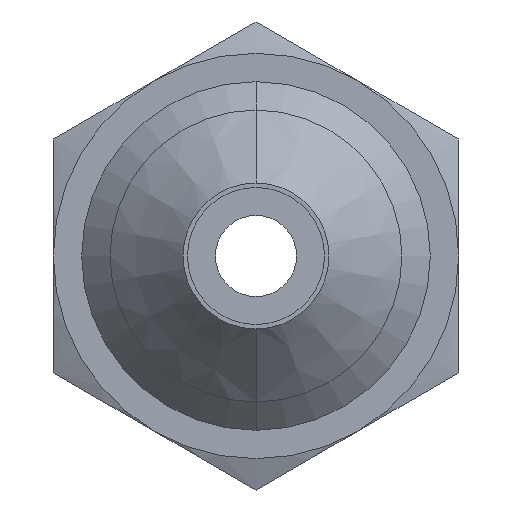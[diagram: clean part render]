
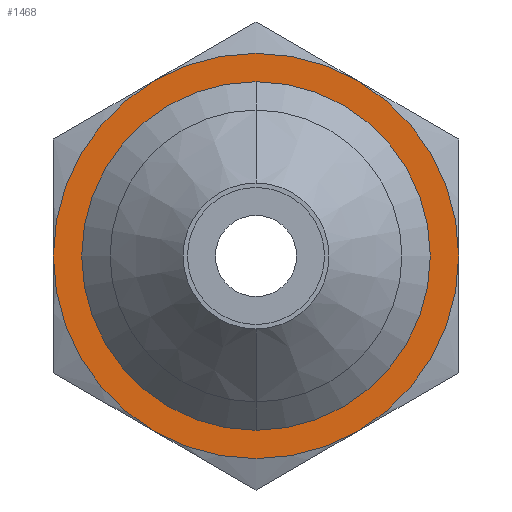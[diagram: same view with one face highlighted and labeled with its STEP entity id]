
A CAD part, front view. The second image highlights one B-rep face of the part: STEP entity #1468.
In plain terms, the highlighted planar face has unit normal (0, -1, 0).
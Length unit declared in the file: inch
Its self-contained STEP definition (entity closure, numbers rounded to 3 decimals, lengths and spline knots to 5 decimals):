
#416=CARTESIAN_POINT('',(0.,0.57,0.));
#417=DIRECTION('',(0.,-1.,0.));
#418=DIRECTION('',(0.5,0.,0.866));
#419=AXIS2_PLACEMENT_3D('',#416,#417,#418);
#424=CARTESIAN_POINT('',(0.,0.57,0.));
#425=DIRECTION('',(0.,-1.,0.));
#426=DIRECTION('',(0.,0.,1.));
#427=AXIS2_PLACEMENT_3D('',#424,#425,#426);
#432=CARTESIAN_POINT('',(0.,0.57,0.));
#433=DIRECTION('',(0.,1.,0.));
#434=DIRECTION('',(0.,0.,1.));
#435=AXIS2_PLACEMENT_3D('',#432,#433,#434);
#440=CARTESIAN_POINT('',(0.,0.57,0.));
#441=DIRECTION('',(0.,-1.,0.));
#442=DIRECTION('',(1.,0.,0.));
#443=AXIS2_PLACEMENT_3D('',#440,#441,#442);
#448=CARTESIAN_POINT('',(0.,0.57,0.));
#449=DIRECTION('',(0.,-1.,0.));
#450=DIRECTION('',(0.5,0.,-0.866));
#451=AXIS2_PLACEMENT_3D('',#448,#449,#450);
#456=CARTESIAN_POINT('',(0.,0.57,0.));
#457=DIRECTION('',(0.,-1.,0.));
#458=DIRECTION('',(-1.,0.,0.));
#459=AXIS2_PLACEMENT_3D('',#456,#457,#458);
#464=CARTESIAN_POINT('',(0.,0.57,0.));
#465=DIRECTION('',(0.,-1.,0.));
#466=DIRECTION('',(-0.5,0.,0.866));
#467=AXIS2_PLACEMENT_3D('',#464,#465,#466);
#652=CARTESIAN_POINT('',(0.,0.57,0.));
#653=DIRECTION('',(0.,-1.,0.));
#654=DIRECTION('',(-0.5,0.,-0.866));
#655=AXIS2_PLACEMENT_3D('',#652,#653,#654);
#1011=CARTESIAN_POINT('',(0.,0.57,0.18));
#1013=VERTEX_POINT('',#1011);
#1015=CARTESIAN_POINT('',(0.,0.57,-0.18));
#1017=VERTEX_POINT('',#1015);
#1030=CARTESIAN_POINT('',(-0.125,0.57,0.21651));
#1031=CARTESIAN_POINT('',(-0.25,0.57,0.));
#1032=VERTEX_POINT('',#1030);
#1033=VERTEX_POINT('',#1031);
#1034=CARTESIAN_POINT('',(-0.125,0.57,-0.21651));
#1035=VERTEX_POINT('',#1034);
#1036=CARTESIAN_POINT('',(0.125,0.57,-0.21651));
#1037=CARTESIAN_POINT('',(0.25,0.57,0.));
#1038=VERTEX_POINT('',#1036);
#1039=VERTEX_POINT('',#1037);
#1040=CARTESIAN_POINT('',(0.125,0.57,0.21651));
#1041=VERTEX_POINT('',#1040);
#1448=CARTESIAN_POINT('',(0.,0.57,0.));
#1449=DIRECTION('',(0.,1.,0.));
#1450=DIRECTION('',(0.,0.,1.));
#1451=AXIS2_PLACEMENT_3D('',#1448,#1449,#1450);
#1452=PLANE('',#1451);
#1453=ORIENTED_EDGE('',*,*,#1439,.F.);
#1454=ORIENTED_EDGE('',*,*,#1425,.F.);
#1455=ORIENTED_EDGE('',*,*,#1411,.F.);
#1457=ORIENTED_EDGE('',*,*,#1456,.F.);
#1458=ORIENTED_EDGE('',*,*,#1385,.F.);
#1459=ORIENTED_EDGE('',*,*,#1398,.F.);
#1460=EDGE_LOOP('',(#1453,#1454,#1455,#1457,#1458,#1459));
#1461=FACE_OUTER_BOUND('',#1460,.F.);
#1463=ORIENTED_EDGE('',*,*,#1462,.T.);
#1465=ORIENTED_EDGE('',*,*,#1464,.F.);
#1466=EDGE_LOOP('',(#1463,#1465));
#1467=FACE_BOUND('',#1466,.F.);
#1468=ADVANCED_FACE('',(#1461,#1467),#1452,.F.);
#420=CIRCLE('',#419,0.25);
#428=CIRCLE('',#427,0.18);
#436=CIRCLE('',#435,0.18);
#444=CIRCLE('',#443,0.25);
#452=CIRCLE('',#451,0.25);
#460=CIRCLE('',#459,0.25);
#468=CIRCLE('',#467,0.25);
#656=CIRCLE('',#655,0.25);
#1385=EDGE_CURVE('',#1033,#1035,#460,.T.);
#1398=EDGE_CURVE('',#1032,#1033,#468,.T.);
#1411=EDGE_CURVE('',#1038,#1039,#452,.T.);
#1425=EDGE_CURVE('',#1039,#1041,#444,.T.);
#1439=EDGE_CURVE('',#1041,#1032,#420,.T.);
#1456=EDGE_CURVE('',#1035,#1038,#656,.T.);
#1462=EDGE_CURVE('',#1013,#1017,#428,.T.);
#1464=EDGE_CURVE('',#1013,#1017,#436,.T.);
